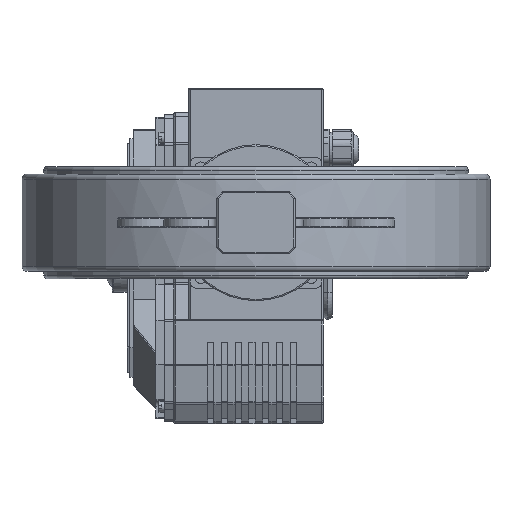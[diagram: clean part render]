
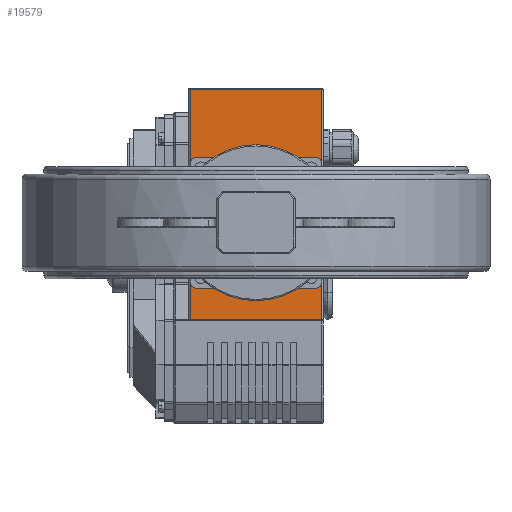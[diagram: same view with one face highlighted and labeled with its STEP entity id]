
A CAD part, front view. The second image highlights one B-rep face of the part: STEP entity #19579.
In plain terms, the highlighted planar face has unit normal (0, -1, 0).
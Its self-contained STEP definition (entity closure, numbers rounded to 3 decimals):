
#327=FACE_BOUND('',#2720,.T.);
#552=PLANE('',#21502);
#1601=FACE_OUTER_BOUND('',#2719,.T.);
#2719=EDGE_LOOP('',(#15230,#15231,#15232,#15233));
#2720=EDGE_LOOP('',(#15234,#15235,#15236,#15237,#15238,#15239,#15240,#15241));
#3825=CIRCLE('',#21438,5.);
#3838=CIRCLE('',#21454,5.);
#3839=CIRCLE('',#21457,5.);
#3840=CIRCLE('',#21460,5.);
#4428=LINE('',#30391,#6118);
#4447=LINE('',#30516,#6137);
#4452=LINE('',#30530,#6142);
#4997=LINE('',#32593,#6687);
#5003=LINE('',#32631,#6693);
#5006=LINE('',#32640,#6696);
#5034=LINE('',#32724,#6724);
#5036=LINE('',#32733,#6726);
#6118=VECTOR('',#23705,10.);
#6137=VECTOR('',#23820,10.);
#6142=VECTOR('',#23835,10.);
#6687=VECTOR('',#25420,10.);
#6693=VECTOR('',#25458,10.);
#6696=VECTOR('',#25467,10.);
#6724=VECTOR('',#25573,10.);
#6726=VECTOR('',#25585,10.);
#8084=VERTEX_POINT('',#30362);
#8092=VERTEX_POINT('',#30382);
#8094=VERTEX_POINT('',#30394);
#8131=VERTEX_POINT('',#30528);
#8766=VERTEX_POINT('',#32583);
#8767=VERTEX_POINT('',#32585);
#8769=VERTEX_POINT('',#32591);
#8784=VERTEX_POINT('',#32625);
#8785=VERTEX_POINT('',#32629);
#8786=VERTEX_POINT('',#32633);
#8787=VERTEX_POINT('',#32635);
#8788=VERTEX_POINT('',#32639);
#10159=EDGE_CURVE('',#8084,#8092,#4428,.T.);
#10211=EDGE_CURVE('',#8092,#8094,#4447,.T.);
#10218=EDGE_CURVE('',#8131,#8084,#4452,.T.);
#11085=EDGE_CURVE('',#8766,#8767,#3825,.F.);
#11089=EDGE_CURVE('',#8766,#8769,#4997,.T.);
#11106=EDGE_CURVE('',#8784,#8769,#3838,.F.);
#11108=EDGE_CURVE('',#8784,#8785,#5003,.T.);
#11110=EDGE_CURVE('',#8786,#8787,#3839,.F.);
#11112=EDGE_CURVE('',#8788,#8787,#5006,.T.);
#11114=EDGE_CURVE('',#8788,#8785,#3840,.F.);
#11156=EDGE_CURVE('',#8786,#8767,#5034,.T.);
#11160=EDGE_CURVE('',#8131,#8094,#5036,.T.);
#15230=ORIENTED_EDGE('',*,*,#10218,.F.);
#15231=ORIENTED_EDGE('',*,*,#11160,.T.);
#15232=ORIENTED_EDGE('',*,*,#10211,.F.);
#15233=ORIENTED_EDGE('',*,*,#10159,.F.);
#15234=ORIENTED_EDGE('',*,*,#11112,.T.);
#15235=ORIENTED_EDGE('',*,*,#11110,.F.);
#15236=ORIENTED_EDGE('',*,*,#11156,.T.);
#15237=ORIENTED_EDGE('',*,*,#11085,.F.);
#15238=ORIENTED_EDGE('',*,*,#11089,.T.);
#15239=ORIENTED_EDGE('',*,*,#11106,.F.);
#15240=ORIENTED_EDGE('',*,*,#11108,.T.);
#15241=ORIENTED_EDGE('',*,*,#11114,.F.);
#19579=ADVANCED_FACE('',(#1601,#327),#552,.T.);
#21438=AXIS2_PLACEMENT_3D('',#32586,#25413,#25414);
#21454=AXIS2_PLACEMENT_3D('',#32627,#25453,#25454);
#21457=AXIS2_PLACEMENT_3D('',#32636,#25462,#25463);
#21460=AXIS2_PLACEMENT_3D('',#32643,#25471,#25472);
#21502=AXIS2_PLACEMENT_3D('',#32732,#25583,#25584);
#23705=DIRECTION('',(-1.,0.,0.));
#23820=DIRECTION('',(0.,0.,1.));
#23835=DIRECTION('',(0.,0.,-1.));
#25413=DIRECTION('center_axis',(0.,1.,0.));
#25414=DIRECTION('ref_axis',(-0.707,0.,0.707));
#25420=DIRECTION('',(1.,0.,0.));
#25453=DIRECTION('center_axis',(0.,1.,0.));
#25454=DIRECTION('ref_axis',(0.707,0.,0.707));
#25458=DIRECTION('',(0.,0.,-1.));
#25462=DIRECTION('center_axis',(0.,1.,0.));
#25463=DIRECTION('ref_axis',(-0.707,0.,-0.707));
#25467=DIRECTION('',(-1.,0.,0.));
#25471=DIRECTION('center_axis',(0.,1.,0.));
#25472=DIRECTION('ref_axis',(0.707,0.,-0.707));
#25573=DIRECTION('',(0.,0.,1.));
#25583=DIRECTION('center_axis',(0.,-1.,0.));
#25584=DIRECTION('ref_axis',(0.,0.,-1.));
#25585=DIRECTION('',(-1.,0.,0.));
#30362=CARTESIAN_POINT('',(106.5,-54.5,-83.5));
#30382=CARTESIAN_POINT('',(1.,-54.5,-83.5));
#30391=CARTESIAN_POINT('',(26.875,-54.5,-83.5));
#30394=CARTESIAN_POINT('',(1.,-54.5,101.256));
#30516=CARTESIAN_POINT('',(1.,-54.5,29.189));
#30528=CARTESIAN_POINT('',(106.5,-54.5,101.256));
#30530=CARTESIAN_POINT('',(106.5,-54.5,29.189));
#32583=CARTESIAN_POINT('',(6.25,-54.5,75.835));
#32585=CARTESIAN_POINT('',(1.25,-54.5,70.835));
#32586=CARTESIAN_POINT('Origin',(6.25,-54.5,70.835));
#32591=CARTESIAN_POINT('',(101.25,-54.5,75.835));
#32593=CARTESIAN_POINT('',(80.,-54.5,75.835));
#32625=CARTESIAN_POINT('',(106.25,-54.5,70.835));
#32627=CARTESIAN_POINT('Origin',(101.25,-54.5,70.835));
#32629=CARTESIAN_POINT('',(106.25,-54.5,-24.165));
#32631=CARTESIAN_POINT('',(106.25,-54.5,-10.393));
#32633=CARTESIAN_POINT('',(1.25,-54.5,-24.165));
#32635=CARTESIAN_POINT('',(6.25,-54.5,-29.165));
#32636=CARTESIAN_POINT('Origin',(6.25,-54.5,-24.165));
#32639=CARTESIAN_POINT('',(101.25,-54.5,-29.165));
#32640=CARTESIAN_POINT('',(27.5,-54.5,-29.165));
#32643=CARTESIAN_POINT('Origin',(101.25,-54.5,-24.165));
#32724=CARTESIAN_POINT('',(1.25,-54.5,42.107));
#32732=CARTESIAN_POINT('Origin',(53.75,-54.5,8.378));
#32733=CARTESIAN_POINT('',(0.,-54.5,101.256));
